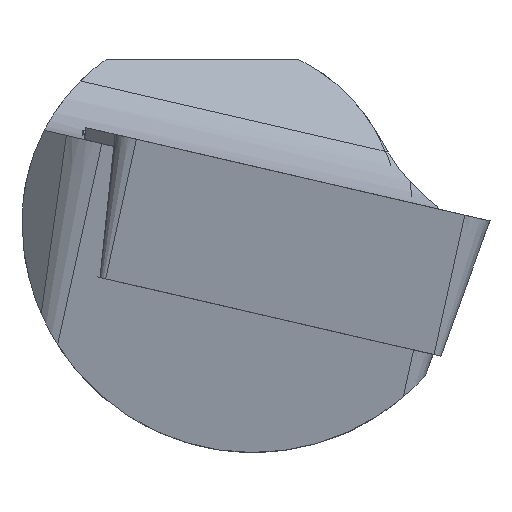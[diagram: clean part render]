
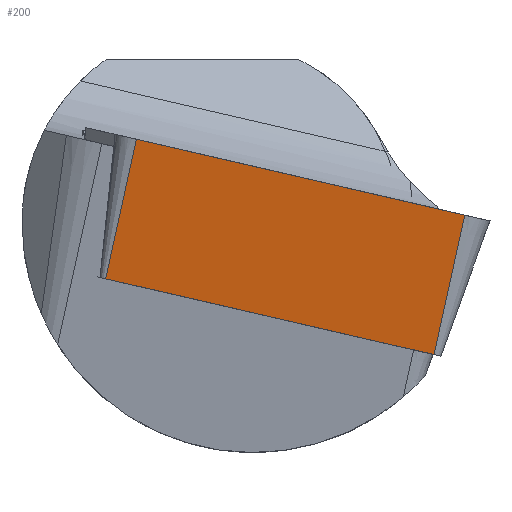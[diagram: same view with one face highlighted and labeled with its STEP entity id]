
A CAD part, left-side view. The second image highlights one B-rep face of the part: STEP entity #200.
In plain terms, the highlighted planar face has unit normal (-0.989, 0.11, -0.1).
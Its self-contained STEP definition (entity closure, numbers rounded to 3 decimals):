
#200=ADVANCED_FACE('',(#246),#217,.T.);
#217=PLANE('',#693);
#246=FACE_OUTER_BOUND('',#277,.T.);
#277=EDGE_LOOP('',(#412,#413,#414,#415));
#412=ORIENTED_EDGE('',*,*,#557,.F.);
#413=ORIENTED_EDGE('',*,*,#538,.F.);
#414=ORIENTED_EDGE('',*,*,#558,.T.);
#415=ORIENTED_EDGE('',*,*,#555,.T.);
#468=VERTEX_POINT('',#1051);
#470=VERTEX_POINT('',#1055);
#481=VERTEX_POINT('',#1089);
#482=VERTEX_POINT('',#1091);
#538=EDGE_CURVE('',#470,#468,#585,.T.);
#555=EDGE_CURVE('',#482,#481,#597,.T.);
#557=EDGE_CURVE('',#468,#481,#598,.T.);
#558=EDGE_CURVE('',#470,#482,#599,.T.);
#585=LINE('',#1056,#626);
#597=LINE('',#1090,#638);
#598=LINE('',#1094,#639);
#599=LINE('',#1095,#640);
#626=VECTOR('',#800,1.);
#638=VECTOR('',#834,1.);
#639=VECTOR('',#839,1.);
#640=VECTOR('',#840,1.);
#693=AXIS2_PLACEMENT_3D('',#1096,#841,#842);
#800=DIRECTION('',(-0.121,-0.213,0.969));
#834=DIRECTION('',(-0.121,-0.213,0.969));
#839=DIRECTION('',(-0.085,-0.971,-0.224));
#840=DIRECTION('',(-0.085,-0.971,-0.224));
#841=DIRECTION('',(-0.989,0.11,-0.1));
#842=DIRECTION('',(-0.085,-0.971,-0.224));
#1051=CARTESIAN_POINT('',(0.459,1.394,1.37));
#1055=CARTESIAN_POINT('',(0.75,1.905,-0.955));
#1056=CARTESIAN_POINT('',(0.459,1.394,1.37));
#1089=CARTESIAN_POINT('',(-0.02,-4.077,0.107));
#1090=CARTESIAN_POINT('',(-0.02,-4.077,0.107));
#1091=CARTESIAN_POINT('',(0.272,-3.566,-2.218));
#1094=CARTESIAN_POINT('',(0.459,1.394,1.37));
#1095=CARTESIAN_POINT('',(0.75,1.905,-0.955));
#1096=CARTESIAN_POINT('',(0.459,1.394,1.37));
